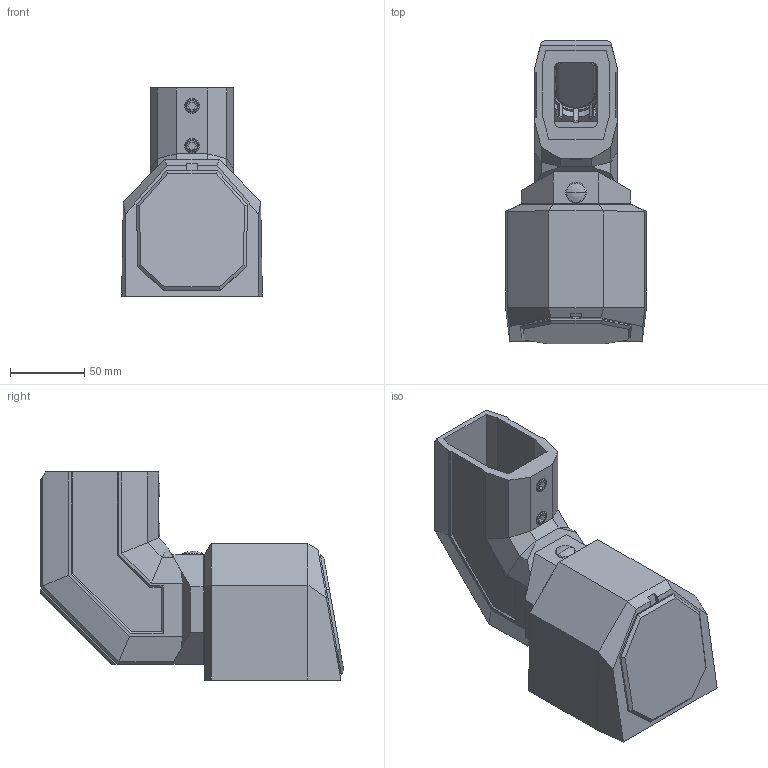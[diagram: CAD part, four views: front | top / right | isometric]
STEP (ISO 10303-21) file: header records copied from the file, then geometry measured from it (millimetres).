
FILE_DESCRIPTION((''),'2;1');
FILE_NAME('PANELWINKELKUPPL_ASM','2010-07-27T',('M.Fehring'),(''),'PRO/ENGINEER BY PARAMETRIC TECHNOLOGY CORPORATION, 2005070','PRO/ENGINEER BY PARAMETRIC TECHNOLOGY CORPORATION, 2005070','');
FILE_SCHEMA(('AUTOMOTIVE_DESIGN_CC2 { 1 2 10303 214 -1 1 5 2 }'));
Length unit declared in the file: millimetre
Products named in the file (9): WINKELK-OBERT_CS-2000SL; LAGER; PANELKONSOLE_2000SL; ABDECKKAPPE_; STOPFEN; GEWINDESTIFTM10X12; ABDECKUNG_2; ABDECKUNG_1; PANELWINKELKUPPL_ASM
Assembly tree (9 placements, depth 2):
  PANELWINKELKUPPL_ASM
    WINKELK-OBERT_CS-2000SL
    LAGER
    PANELKONSOLE_2000SL
    ABDECKKAPPE_
    STOPFEN
    GEWINDESTIFTM10X12  x2
    ABDECKUNG_2
    ABDECKUNG_1
Bounding box: 95 x 204.96 x 140.5 mm (x, y, z)
Volume: 463190.9 mm3; surface area: 159552.5 mm2
Topology: 9 solids, 9 shells, 791 faces, 2020 edges, 1259 vertices
Faces by surface type: plane 513, cylinder 162, cone 42, bspline 42, torus 20, sphere 12
Entity records: 31695 total; most frequent: CARTESIAN_POINT 6855, ORIENTED_EDGE 3956, DIRECTION 3846, EDGE_CURVE 1978, PRESENTATION_STYLE_ASSIGNMENT 1953, STYLED_ITEM 1953, CURVE_STYLE 1946, VECTOR 1330
